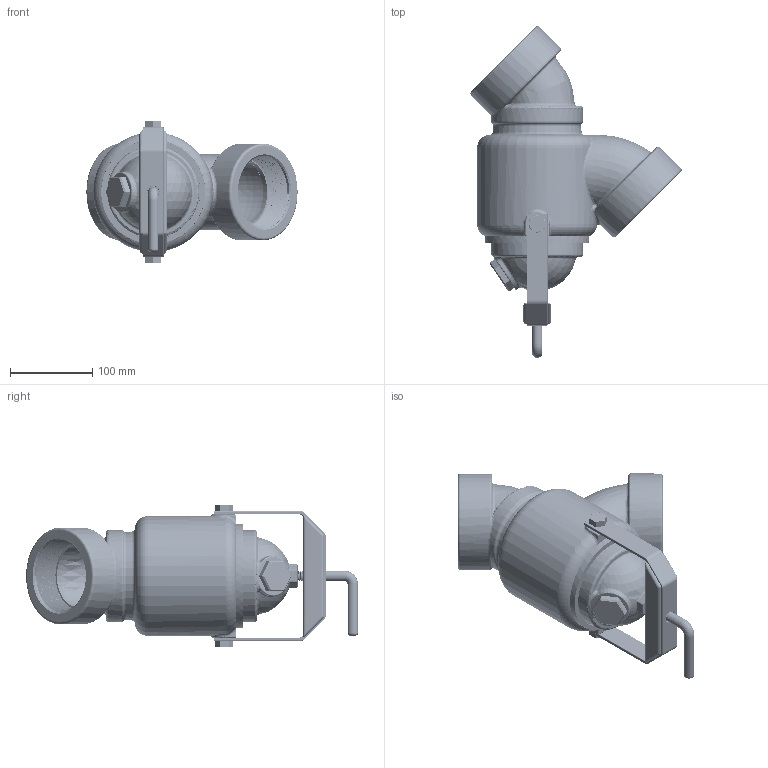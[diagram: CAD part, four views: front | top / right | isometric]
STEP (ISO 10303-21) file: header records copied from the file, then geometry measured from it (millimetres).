
FILE_DESCRIPTION(/* description */ ('3" SS LINESTRAINER BODY'),/* implementation_level */ '2;1');
FILE_NAME(/* name */ 'LSS300-06.stp',/* time_stamp */ '2016-08-03T11:47:08-04:00',/* author */ ('DGutierrez'),/* organization */ (''),/* preprocessor_version */ 'ST-DEVELOPER v16.1',/* originating_system */ 'Autodesk Inventor 2016',/* authorisation */ '');
FILE_SCHEMA (('AUTOMOTIVE_DESIGN { 1 0 10303 214 3 1 1 }'));
Length unit declared in the file: inch
Products named in the file (11): LSS300B; LSS300-HA-2; LSS300-HA-1; LSS300-H; LSS300-G; LSS300C; LSS300-SCR; LSS300-PL; LSS300-BC; LSS306; LSS300-06
Assembly tree (11 placements, depth 4):
  LSS300-06
    LSS300-BC
      LSS300B
      LSS300-H
        LSS300-HA-2
        LSS300-HA-1
      LSS300-G
      LSS300C
      LSS300-SCR  x2
      LSS300-PL
    LSS306
Bounding box: 257.6 x 404.71 x 174.28 mm (x, y, z)
Volume: 1425371 mm3; surface area: 459165.9 mm2
Topology: 9 solids, 9 shells, 1157 faces, 4387 edges, 3203 vertices
Faces by surface type: cylinder 776, plane 137, bspline 92, cone 75, torus 57, sphere 20
Full cylindrical faces by diameter (mm): 3.937 x612, 10.373 x25, 10.592 x3, 12 x1, 12.7 x2, 14.3 x3, 26.416 x1, 33.401 x1, 77.978 x3, 79.524 x1, 87.312 x1, 88.9 x1, 97.79 x1, 98.044 x1, 98.298 x1, 102.108 x1, 112 x1, 112.014 x1, 114.3 x1, 115.062 x1, 118.11 x2, 127 x1, 132.08 x1
Entity records: 94846 total; most frequent: CARTESIAN_POINT 67845, ORIENTED_EDGE 5614, DIRECTION 3196, EDGE_LOOP 3019, EDGE_CURVE 2807, VERTEX_POINT 2430, B_SPLINE_CURVE_WITH_KNOTS 2053, FACE_BOUND 1933
